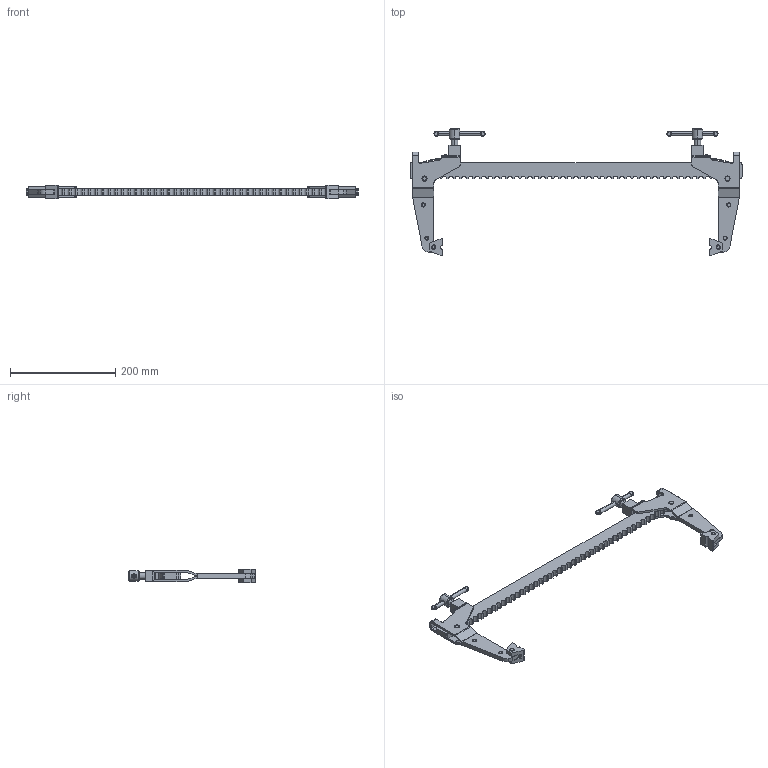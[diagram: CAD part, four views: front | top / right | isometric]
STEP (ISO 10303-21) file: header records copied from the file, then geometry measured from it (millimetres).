
FILE_DESCRIPTION((''),'2;1');
FILE_NAME('512.stp','2005-09-01T11:58:17',('CAD'),(''),'Autodesk Inventor 8','Autodesk Inventor 8','');
FILE_SCHEMA(('AUTOMOTIVE_DESIGN { 1 0 10303 214 1 1 1 1 }'));
Length unit declared in the file: millimetre
Products named in the file (1): Part58
Bounding box: 630 x 241.06 x 26.5 mm (x, y, z)
Volume: 404804.9 mm3; surface area: 140067.6 mm2
Topology: 9 solids, 9 shells, 572 faces, 1514 edges, 978 vertices
Faces by surface type: plane 205, cylinder 183, bspline 108, cone 44, torus 32
Entity records: 21545 total; most frequent: CARTESIAN_POINT 7337, ORIENTED_EDGE 3028, DIRECTION 2912, EDGE_CURVE 1514, AXIS2_PLACEMENT_3D 1057, VERTEX_POINT 978, VECTOR 798, LINE 798
